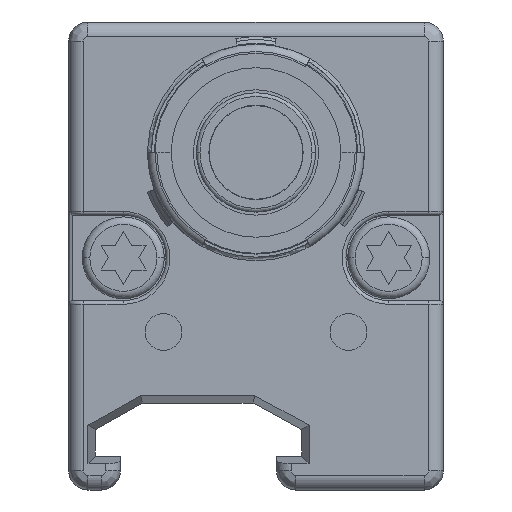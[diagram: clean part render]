
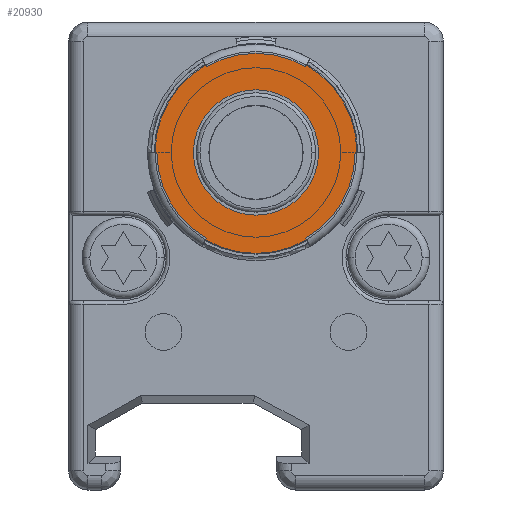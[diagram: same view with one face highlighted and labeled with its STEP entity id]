
A CAD part, front view. The second image highlights one B-rep face of the part: STEP entity #20930.
In plain terms, the highlighted planar face has unit normal (0, -1, 0).
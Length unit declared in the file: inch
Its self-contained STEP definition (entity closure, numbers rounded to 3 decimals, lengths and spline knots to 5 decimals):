
#5696=CARTESIAN_POINT('',(0.,-0.98425,0.90157));
#5697=DIRECTION('',(0.,-1.,0.));
#5698=DIRECTION('',(-1.,0.,0.001));
#5699=AXIS2_PLACEMENT_3D('',#5696,#5697,#5698);
#5752=DIRECTION('',(-1.,0.,0.001));
#5753=VECTOR('',#5752,0.00492);
#5754=CARTESIAN_POINT('',(-0.26476,-0.98425,
0.90172));
#5755=LINE('',#5754,#5753);
#5756=CARTESIAN_POINT('',(0.,-0.98425,0.90157));
#5757=DIRECTION('',(0.,-1.,0.));
#5758=DIRECTION('',(-0.5,0.,0.866));
#5759=AXIS2_PLACEMENT_3D('',#5756,#5757,#5758);
#5761=DIRECTION('',(-0.501,0.,0.866));
#5762=VECTOR('',#5761,0.00492);
#5763=CARTESIAN_POINT('',(-0.13238,-0.98425,
1.13087));
#5764=LINE('',#5763,#5762);
#5765=DIRECTION('',(0.499,0.,0.866));
#5766=VECTOR('',#5765,0.00492);
#5767=CARTESIAN_POINT('',(0.13238,-0.98425,
1.13087));
#5768=LINE('',#5767,#5766);
#5769=CARTESIAN_POINT('',(0.,-0.98425,0.90157));
#5770=DIRECTION('',(0.,-1.,0.));
#5771=DIRECTION('',(1.,0.,0.));
#5772=AXIS2_PLACEMENT_3D('',#5769,#5770,#5771);
#5774=DIRECTION('',(1.,0.,0.));
#5775=VECTOR('',#5774,0.00492);
#5776=CARTESIAN_POINT('',(0.26476,-0.98425,
0.90157));
#5777=LINE('',#5776,#5775);
#5778=DIRECTION('',(0.501,0.,-0.866));
#5779=VECTOR('',#5778,0.00492);
#5780=CARTESIAN_POINT('',(0.13238,-0.98425,
0.67228));
#5781=LINE('',#5780,#5779);
#5782=CARTESIAN_POINT('',(0.,-0.98425,0.90157));
#5783=DIRECTION('',(0.,-1.,0.));
#5784=DIRECTION('',(-0.5,0.,-0.866));
#5785=AXIS2_PLACEMENT_3D('',#5782,#5783,#5784);
#5787=DIRECTION('',(-0.501,0.,-0.866));
#5788=VECTOR('',#5787,0.00492);
#5789=CARTESIAN_POINT('',(-0.13238,-0.98425,
0.67228));
#5790=LINE('',#5789,#5788);
#5791=CARTESIAN_POINT('',(0.,-0.98425,0.90157));
#5792=DIRECTION('',(0.,-1.,0.));
#5793=DIRECTION('',(-0.866,0.,0.5));
#5794=AXIS2_PLACEMENT_3D('',#5791,#5792,#5793);
#5796=CARTESIAN_POINT('',(0.,-0.98425,0.90157));
#5797=DIRECTION('',(0.,-1.,0.));
#5798=DIRECTION('',(0.866,0.,-0.5));
#5799=AXIS2_PLACEMENT_3D('',#5796,#5797,#5798);
#5881=CARTESIAN_POINT('',(0.,-0.98425,0.90157));
#5882=DIRECTION('',(0.,-1.,0.));
#5883=DIRECTION('',(0.5,0.,-0.866));
#5884=AXIS2_PLACEMENT_3D('',#5881,#5882,#5883);
#5956=CARTESIAN_POINT('',(0.,-0.98425,0.90157));
#5957=DIRECTION('',(0.,-1.,0.));
#5958=DIRECTION('',(0.5,0.,0.866));
#5959=AXIS2_PLACEMENT_3D('',#5956,#5957,#5958);
#13547=CARTESIAN_POINT('',(0.13484,-0.98425,
1.13513));
#13549=VERTEX_POINT('',#13547);
#13551=CARTESIAN_POINT('',(0.13238,-0.98425,
0.67228));
#13552=CARTESIAN_POINT('',(0.13484,-0.98425,
0.66802));
#13553=VERTEX_POINT('',#13551);
#13554=VERTEX_POINT('',#13552);
#13559=CARTESIAN_POINT('',(0.26476,-0.98425,
0.90157));
#13560=CARTESIAN_POINT('',(0.26968,-0.98425,
0.90157));
#13561=VERTEX_POINT('',#13559);
#13562=VERTEX_POINT('',#13560);
#13575=CARTESIAN_POINT('',(-0.13484,-0.98425,
0.66802));
#13576=VERTEX_POINT('',#13575);
#13587=CARTESIAN_POINT('',(0.13238,-0.98425,
1.13087));
#13588=VERTEX_POINT('',#13587);
#13591=CARTESIAN_POINT('',(-0.13238,-0.98425,
1.13087));
#13592=CARTESIAN_POINT('',(-0.13484,-0.98425,
1.13513));
#13593=VERTEX_POINT('',#13591);
#13594=VERTEX_POINT('',#13592);
#13623=CARTESIAN_POINT('',(-0.14491,-0.98425,
0.98524));
#13624=CARTESIAN_POINT('',(0.14491,-0.98425,
0.81791));
#13625=VERTEX_POINT('',#13623);
#13626=VERTEX_POINT('',#13624);
#13635=CARTESIAN_POINT('',(-0.26476,-0.98425,
0.90172));
#13636=CARTESIAN_POINT('',(-0.26968,-0.98425,
0.90172));
#13637=VERTEX_POINT('',#13635);
#13638=VERTEX_POINT('',#13636);
#13643=CARTESIAN_POINT('',(-0.13238,-0.98425,
0.67228));
#13644=VERTEX_POINT('',#13643);
#20895=CARTESIAN_POINT('',(0.,-0.98425,0.90157));
#20896=DIRECTION('',(0.,-1.,0.));
#20897=DIRECTION('',(-0.5,0.,-0.866));
#20898=AXIS2_PLACEMENT_3D('',#20895,#20896,#20897);
#20899=PLANE('',#20898);
#20900=ORIENTED_EDGE('',*,*,#20813,.F.);
#20902=ORIENTED_EDGE('',*,*,#20901,.T.);
#20904=ORIENTED_EDGE('',*,*,#20903,.F.);
#20906=ORIENTED_EDGE('',*,*,#20905,.F.);
#20908=ORIENTED_EDGE('',*,*,#20907,.F.);
#20910=ORIENTED_EDGE('',*,*,#20909,.T.);
#20912=ORIENTED_EDGE('',*,*,#20911,.F.);
#20914=ORIENTED_EDGE('',*,*,#20913,.F.);
#20916=ORIENTED_EDGE('',*,*,#20915,.F.);
#20918=ORIENTED_EDGE('',*,*,#20917,.T.);
#20920=ORIENTED_EDGE('',*,*,#20919,.F.);
#20921=ORIENTED_EDGE('',*,*,#20885,.F.);
#20922=EDGE_LOOP('',(#20900,#20902,#20904,#20906,#20908,#20910,#20912,#20914,
#20916,#20918,#20920,#20921));
#20923=FACE_OUTER_BOUND('',#20922,.F.);
#20925=ORIENTED_EDGE('',*,*,#20924,.T.);
#20927=ORIENTED_EDGE('',*,*,#20926,.T.);
#20928=EDGE_LOOP('',(#20925,#20927));
#20929=FACE_BOUND('',#20928,.F.);
#20930=ADVANCED_FACE('',(#20923,#20929),#20899,.T.);
#5700=CIRCLE('',#5699,0.26476);
#5760=CIRCLE('',#5759,0.26969);
#5773=CIRCLE('',#5772,0.26969);
#5786=CIRCLE('',#5785,0.26969);
#5795=CIRCLE('',#5794,0.16732);
#5800=CIRCLE('',#5799,0.16732);
#5885=CIRCLE('',#5884,0.26476);
#5960=CIRCLE('',#5959,0.26476);
#20813=EDGE_CURVE('',#13637,#13644,#5700,.T.);
#20885=EDGE_CURVE('',#13644,#13576,#5790,.T.);
#20901=EDGE_CURVE('',#13637,#13638,#5755,.T.);
#20903=EDGE_CURVE('',#13594,#13638,#5760,.T.);
#20905=EDGE_CURVE('',#13593,#13594,#5764,.T.);
#20907=EDGE_CURVE('',#13588,#13593,#5960,.T.);
#20909=EDGE_CURVE('',#13588,#13549,#5768,.T.);
#20911=EDGE_CURVE('',#13562,#13549,#5773,.T.);
#20913=EDGE_CURVE('',#13561,#13562,#5777,.T.);
#20915=EDGE_CURVE('',#13553,#13561,#5885,.T.);
#20917=EDGE_CURVE('',#13553,#13554,#5781,.T.);
#20919=EDGE_CURVE('',#13576,#13554,#5786,.T.);
#20924=EDGE_CURVE('',#13625,#13626,#5795,.T.);
#20926=EDGE_CURVE('',#13626,#13625,#5800,.T.);
